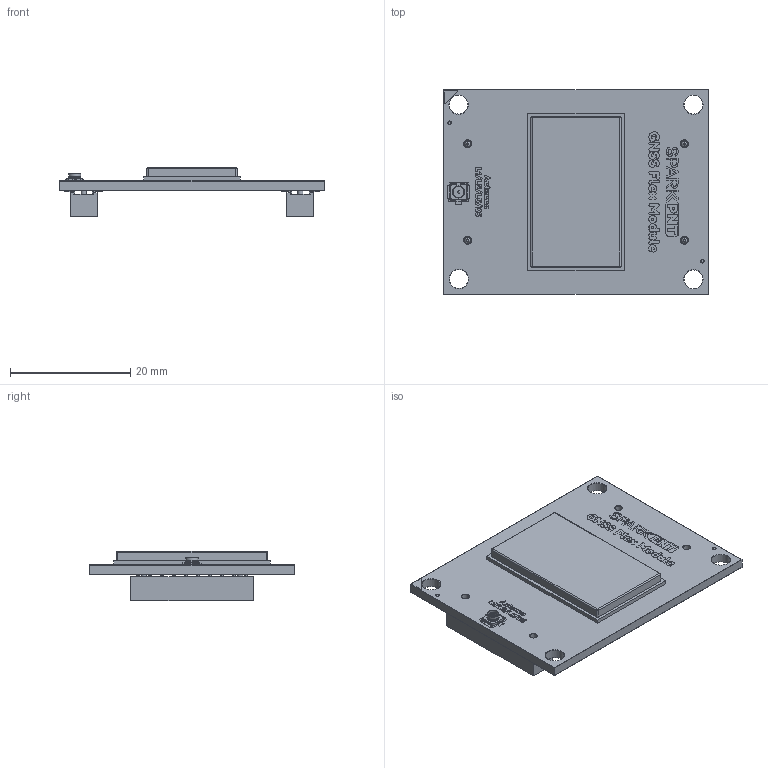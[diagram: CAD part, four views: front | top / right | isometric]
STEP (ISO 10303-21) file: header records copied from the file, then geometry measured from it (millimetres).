
FILE_DESCRIPTION(('KiCad electronic assembly'),'2;1');
FILE_NAME('SparkFun_GNSS_Flex_Module_LG290P.step','2025-05-07T10:37:54', ('Pcbnew'),('Kicad'),'Open CASCADE STEP processor 7.8', 'KiCad to STEP converter','Unknown');
FILE_SCHEMA(('AUTOMOTIVE_DESIGN { 1 0 10303 214 1 1 1 1 }'));
Length unit declared in the file: millimetre
Products named in the file (10): SparkFun_GNSS_Flex_Module_LG290P 1; ublox_SARA_LGA-96; U.FL; 2x10_2.0mm_Socket_SMD_Pegs-1.0mm_22815; 05X02_PW62; FH20_2XNP_H40_W45_U_DZ; SparkFun_GNSS_Flex_Module_LG290P_pad; SparkFun_GNSS_Flex_Module_LG290P_silkscreen; SparkFun_GNSS_Flex_Module_LG290P_soldermask; SparkFun_GNSS_Flex_Module_LG290P_PCB
Assembly tree (29 placements, depth 3):
  SparkFun_GNSS_Flex_Module_LG290P 1
    ublox_SARA_LGA-96
    U.FL
    2x10_2.0mm_Socket_SMD_Pegs-1.0mm_22815  x2
      05X02_PW62
      FH20_2XNP_H40_W45_U_DZ
    SparkFun_GNSS_Flex_Module_LG290P_pad
    SparkFun_GNSS_Flex_Module_LG290P_silkscreen
    SparkFun_GNSS_Flex_Module_LG290P_soldermask
    SparkFun_GNSS_Flex_Module_LG290P_PCB
Bounding box: 44 x 34 x 8.18 mm (x, y, z)
Volume: 3521 mm3; surface area: 9148.7 mm2
Topology: 171 solids, 247 shells, 2381 faces, 8525 edges, 6653 vertices
Faces by surface type: plane 2171, cylinder 194, revolution 8, sphere 5, cone 3
Full cylindrical faces by diameter (mm): 0.4 x1, 0.5 x4, 0.85 x4, 1 x1, 1.2 x4, 1.8 x1, 1.92 x1, 2 x2, 3.1 x4
Entity records: 75127 total; most frequent: CARTESIAN_POINT 13824, DIRECTION 10774, ORIENTED_EDGE 10203, EDGE_CURVE 6662, LINE 5912, VECTOR 5912, VERTEX_POINT 5447, AXIS2_PLACEMENT_3D 2429
